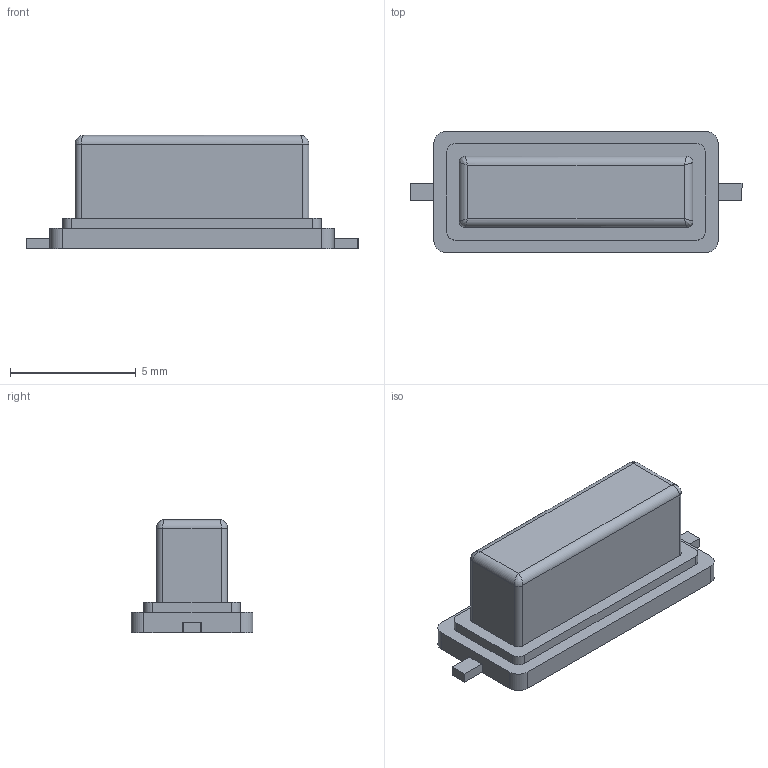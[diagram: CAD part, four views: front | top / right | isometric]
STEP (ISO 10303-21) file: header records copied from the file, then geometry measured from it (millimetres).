
FILE_DESCRIPTION (( 'STEP AP214' ), '1' );
FILE_NAME ('FOXSDLF-080-20.STEP', '2021-05-05T13:28:00', ( '' ), ( '' ), 'SwSTEP 2.0', 'SolidWorks 2018', '' );
FILE_SCHEMA (( 'AUTOMOTIVE_DESIGN' ));
Length unit declared in the file: millimetre
Products named in the file (2): FOXSDLF-080-20
Bounding box: 13.2 x 4.83 x 4.5 mm (x, y, z)
Volume: 145.6 mm3; surface area: 324.2 mm2
Topology: 4 solids, 4 shells, 61 faces, 148 edges, 92 vertices
Faces by surface type: plane 37, cylinder 20, bspline 4
Entity records: 2581 total; most frequent: CARTESIAN_POINT 439, ORIENTED_EDGE 288, DIRECTION 286, EDGE_CURVE 144, LINE 104, VECTOR 104, VERTEX_POINT 92, AXIS2_PLACEMENT_3D 91
